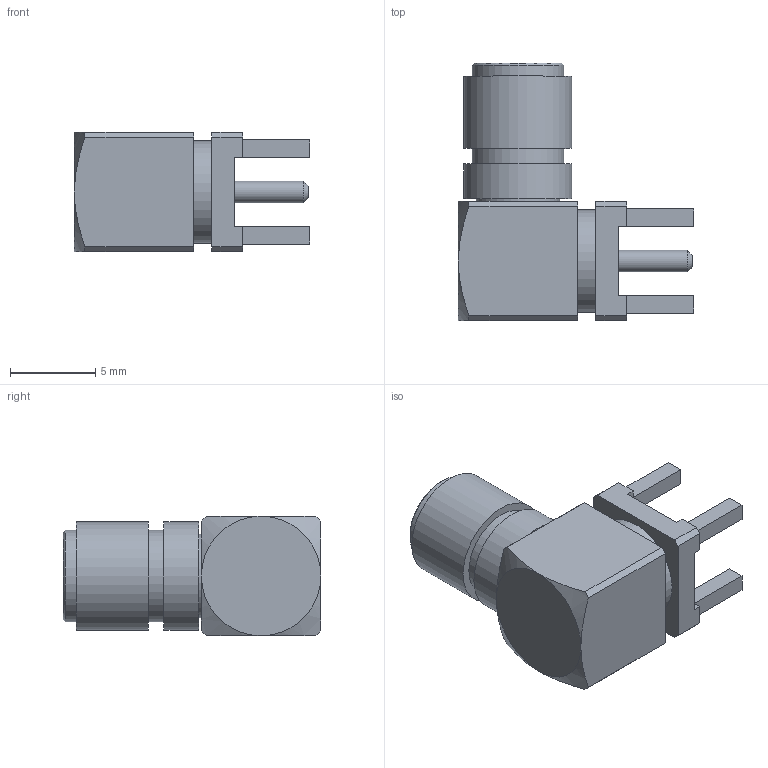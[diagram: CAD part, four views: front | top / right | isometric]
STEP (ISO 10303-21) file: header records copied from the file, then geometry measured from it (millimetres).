
FILE_DESCRIPTION( ( 'STEP AP203' ), '1' );
FILE_NAME( 'SMA-J-P-H-RA-TH1.stp', '2019-01-31T04:56:45', ( '' ), ( '' ), ' ', 'PARTsolutions', ' ' );
FILE_SCHEMA( ( 'CONFIG_CONTROL_DESIGN' ) );
Length unit declared in the file: millimetre
Products named in the file (1): _SMA-J-P-H-RA-TH1
Bounding box: 13.8 x 15.1 x 7 mm (x, y, z)
Volume: 663.6 mm3; surface area: 711.5 mm2
Topology: 1 solids, 1 shells, 77 faces, 179 edges, 118 vertices
Faces by surface type: plane 56, cylinder 14, cone 7
Full cylindrical faces by diameter (mm): 1.27 x2, 4.1 x1, 4.63 x1, 4.9 x1, 5.35 x2, 6 x1, 6.33 x2
Entity records: 2174 total; most frequent: CARTESIAN_POINT 418, DIRECTION 344, ORIENTED_EDGE 328, EDGE_CURVE 164, VERTEX_POINT 116, LINE 116, VECTOR 116, AXIS2_PLACEMENT_3D 114
